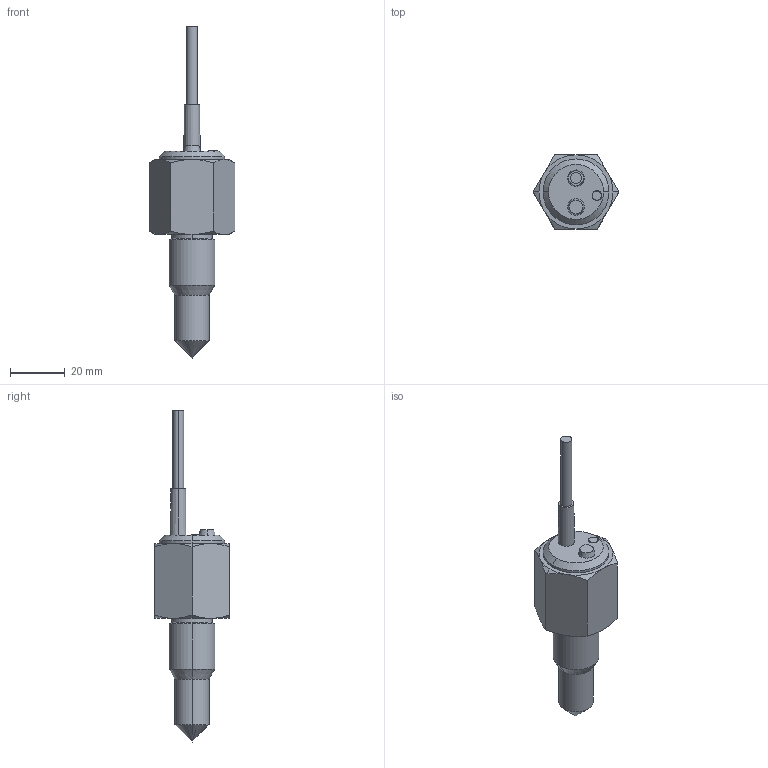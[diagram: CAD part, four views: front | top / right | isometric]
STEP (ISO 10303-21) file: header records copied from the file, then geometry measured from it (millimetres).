
FILE_DESCRIPTION(('Creo Elements/Direct Modeling STEP Export'),'2;1');
FILE_NAME('VP0x.stp','2017-05-15T12:28:21',('Palle Edslev '),('EDSLEV A/S'),'Creo Elements/Direct Modeling STEP processor for AP214 (Solid Model)','Creo Elements/Direct Modeling 18.1H 24-Oct-2015 (C) Parametric Technology GmbH','');
FILE_SCHEMA(('AUTOMOTIVE_DESIGN { 1 0 10303 214 1 1 1 1 }'));
Length unit declared in the file: millimetre
Products named in the file (1): VP0x
Bounding box: 31.18 x 27 x 120.85 mm (x, y, z)
Volume: 26088.7 mm3; surface area: 6426.5 mm2
Topology: 1 solids, 1 shells, 55 faces, 116 edges, 67 vertices
Faces by surface type: cone 30, plane 13, cylinder 12
Entity records: 2088 total; most frequent: CARTESIAN_POINT 1057, ORIENTED_EDGE 228, DIRECTION 168, EDGE_CURVE 114, VERTEX_POINT 67, AXIS2_PLACEMENT_3D 66, EDGE_LOOP 61, FACE_OUTER_BOUND 55
